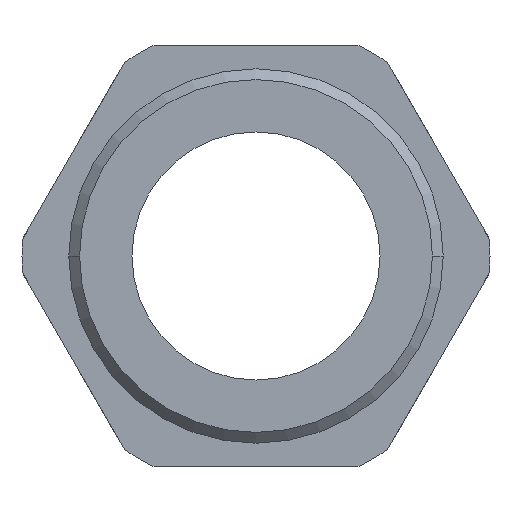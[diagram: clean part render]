
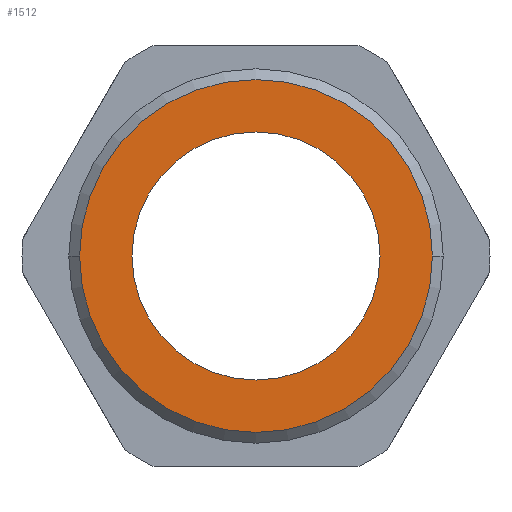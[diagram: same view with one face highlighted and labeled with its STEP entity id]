
A CAD part, front view. The second image highlights one B-rep face of the part: STEP entity #1512.
In plain terms, the highlighted planar face has unit normal (0, -1, 0).
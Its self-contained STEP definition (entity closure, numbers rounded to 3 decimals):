
#34=CARTESIAN_POINT('',(0.,0.,0.));
#35=DIRECTION('',(0.,1.,0.));
#36=DIRECTION('',(-1.,0.,0.));
#37=AXIS2_PLACEMENT_3D('',#34,#35,#36);
#42=CARTESIAN_POINT('',(0.,0.,0.));
#43=DIRECTION('',(0.,1.,0.));
#44=DIRECTION('',(1.,0.,0.));
#45=AXIS2_PLACEMENT_3D('',#42,#43,#44);
#50=CARTESIAN_POINT('',(0.,0.,0.));
#51=DIRECTION('',(0.,-1.,0.));
#52=DIRECTION('',(1.,0.,0.));
#53=AXIS2_PLACEMENT_3D('',#50,#51,#52);
#58=CARTESIAN_POINT('',(0.,0.,0.));
#59=DIRECTION('',(0.,-1.,0.));
#60=DIRECTION('',(-1.,0.,0.));
#61=AXIS2_PLACEMENT_3D('',#58,#59,#60);
#1388=CARTESIAN_POINT('',(15.08,0.,0.));
#1389=VERTEX_POINT('',#1388);
#1390=CARTESIAN_POINT('',(-15.08,0.,0.));
#1391=VERTEX_POINT('',#1390);
#1463=CARTESIAN_POINT('',(10.6,0.,0.));
#1464=CARTESIAN_POINT('',(-10.6,0.,0.));
#1465=VERTEX_POINT('',#1463);
#1466=VERTEX_POINT('',#1464);
#1497=CARTESIAN_POINT('',(0.,0.,0.));
#1498=DIRECTION('',(0.,1.,0.));
#1499=DIRECTION('',(1.,0.,0.));
#1500=AXIS2_PLACEMENT_3D('',#1497,#1498,#1499);
#1501=PLANE('',#1500);
#1503=ORIENTED_EDGE('',*,*,#1502,.T.);
#1505=ORIENTED_EDGE('',*,*,#1504,.T.);
#1506=EDGE_LOOP('',(#1503,#1505));
#1507=FACE_OUTER_BOUND('',#1506,.F.);
#1508=ORIENTED_EDGE('',*,*,#1489,.T.);
#1509=ORIENTED_EDGE('',*,*,#1474,.T.);
#1510=EDGE_LOOP('',(#1508,#1509));
#1511=FACE_BOUND('',#1510,.F.);
#1512=ADVANCED_FACE('',(#1507,#1511),#1501,.F.);
#38=CIRCLE('',#37,15.08);
#46=CIRCLE('',#45,15.08);
#54=CIRCLE('',#53,10.6);
#62=CIRCLE('',#61,10.6);
#1474=EDGE_CURVE('',#1466,#1465,#62,.T.);
#1489=EDGE_CURVE('',#1465,#1466,#54,.T.);
#1502=EDGE_CURVE('',#1391,#1389,#38,.T.);
#1504=EDGE_CURVE('',#1389,#1391,#46,.T.);
